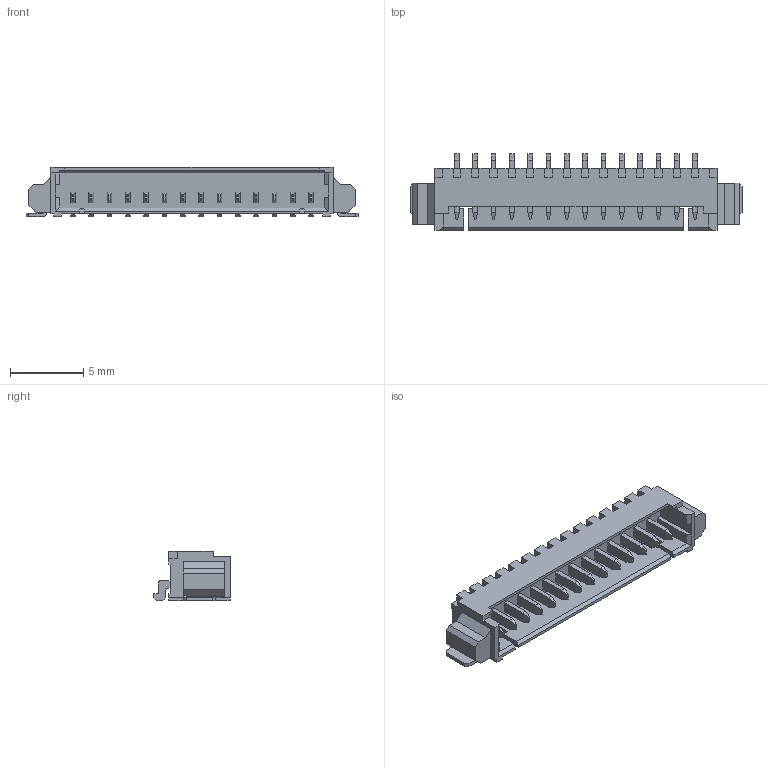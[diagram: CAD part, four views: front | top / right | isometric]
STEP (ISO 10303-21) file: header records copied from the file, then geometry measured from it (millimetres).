
FILE_DESCRIPTION(/* description */ (''),/* implementation_level */ '2;1');
FILE_NAME(/* name */ '532611471.step',/* time_stamp */ '2023-06-24T21:38:40-04:00',/* author */ (''),/* organization */ (''),/* preprocessor_version */ 'ST-DEVELOPER v19.2',/* originating_system */ 'Autodesk Translation Framework v12.6.0.85',/* authorisation */ '');
FILE_SCHEMA (('AUTOMOTIVE_DESIGN { 1 0 10303 214 3 1 1 }'));
Length unit declared in the file: millimetre
Products named in the file (1): 532611471
Bounding box: 22.65 x 5.2 x 3.4 mm (x, y, z)
Volume: 136.9 mm3; surface area: 546.4 mm2
Topology: 1 solids, 1 shells, 528 faces, 1435 edges, 932 vertices
Faces by surface type: plane 492, cylinder 36
Entity records: 16661 total; most frequent: CARTESIAN_POINT 2896, ORIENTED_EDGE 2870, DIRECTION 2567, EDGE_CURVE 1435, LINE 1361, VECTOR 1361, VERTEX_POINT 932, AXIS2_PLACEMENT_3D 603
